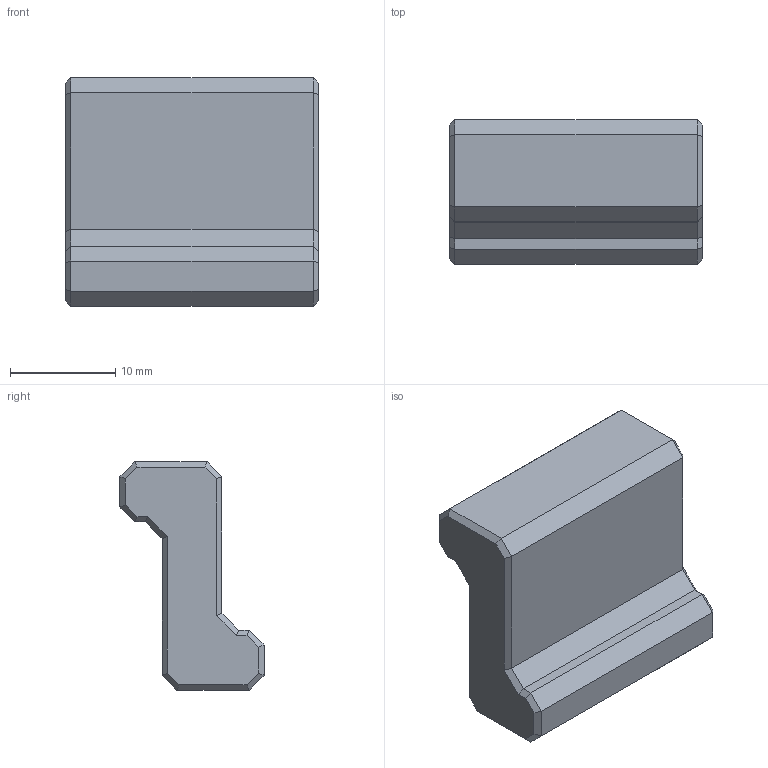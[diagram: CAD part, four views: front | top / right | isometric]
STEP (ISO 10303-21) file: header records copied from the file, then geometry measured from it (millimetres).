
FILE_DESCRIPTION (( 'STEP AP214' ), '1' );
FILE_NAME ('housing_lock.STEP', '2025-05-27T14:01:30', ( '' ), ( '' ), 'SwSTEP 2.0', 'SolidWorks 2025', '' );
FILE_SCHEMA (( 'AUTOMOTIVE_DESIGN' ));
Length unit declared in the file: millimetre
Products named in the file (1): housing_lock_default
Bounding box: 24 x 13.7 x 21.7 mm (x, y, z)
Volume: 3964.2 mm3; surface area: 1828.9 mm2
Topology: 1 solids, 1 shells, 50 faces, 112 edges, 64 vertices
Faces by surface type: plane 50
Entity records: 1343 total; most frequent: CARTESIAN_POINT 227, ORIENTED_EDGE 224, DIRECTION 214, LINE 112, EDGE_CURVE 112, VECTOR 112, VERTEX_POINT 64, AXIS2_PLACEMENT_3D 51
